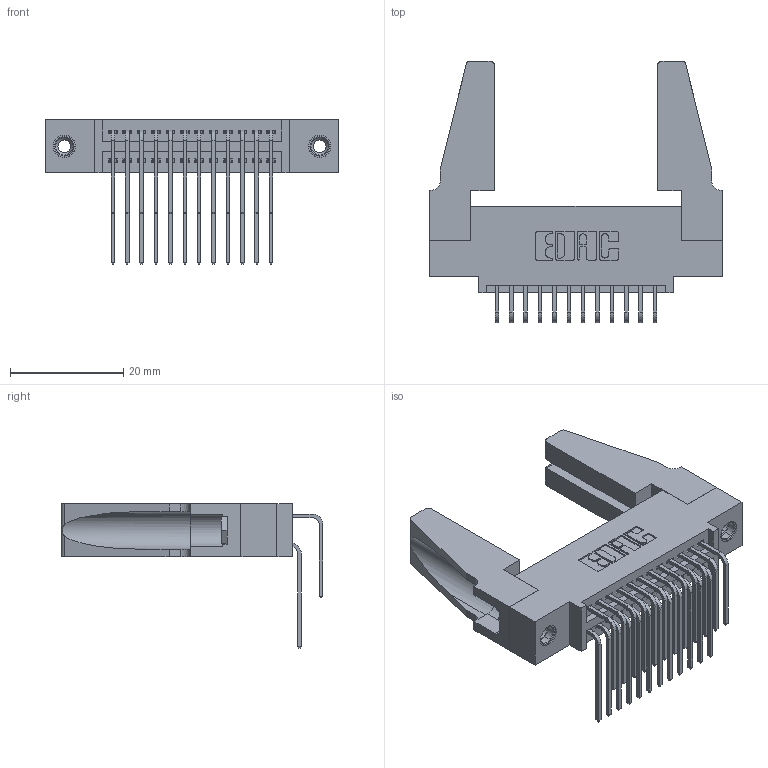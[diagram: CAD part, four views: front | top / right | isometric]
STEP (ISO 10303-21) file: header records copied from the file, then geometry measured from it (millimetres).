
FILE_DESCRIPTION (( 'STEP AP203' ), '1' );
FILE_NAME ('345-024-559-588.STEP', '2019-10-27T18:02:35', ( '' ), ( '' ), 'SwSTEP 2.0', 'SolidWorks 2016', '' );
FILE_SCHEMA (( 'CONFIG_CONTROL_DESIGN' ));
Length unit declared in the file: inch
Products named in the file (6): 345-220-078_345-220-088; 345-250-001_345-250-001-102; 345 Part_0.110 Offset - 0.156 Dia-TH; 345-292-001_559 Tail - 2; 345-292-001_558 559 Tail - 1; 345-024-559-588
Assembly tree (29 placements, depth 2):
  345-024-559-588
    345 Part_0.110 Offset - 0.156 Dia-TH
    345-292-001_558 559 Tail - 1  x12
    345-292-001_559 Tail - 2  x12
    345-250-001_345-250-001-102  x2
    345-220-078_345-220-088  x2
Bounding box: 51.71 x 46.22 x 25.53 mm (x, y, z)
Volume: 8062.6 mm3; surface area: 10395.2 mm2
Topology: 29 solids, 29 shells, 1502 faces, 4387 edges, 2882 vertices
Faces by surface type: plane 996, cylinder 490, cone 12, torus 4
Entity records: 17386 total; most frequent: CARTESIAN_POINT 2985, ORIENTED_EDGE 2828, DIRECTION 2646, EDGE_CURVE 1414, VECTOR 1152, LINE 1152, VERTEX_POINT 934, AXIS2_PLACEMENT_3D 747
